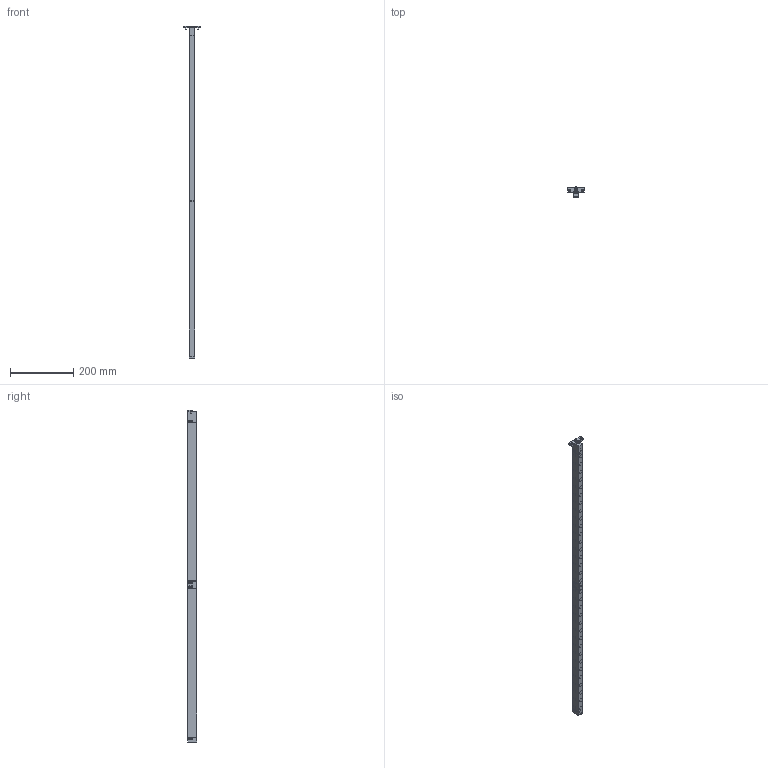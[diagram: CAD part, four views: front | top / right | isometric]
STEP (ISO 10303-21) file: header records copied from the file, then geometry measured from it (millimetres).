
FILE_DESCRIPTION(/* description */ ('DIE LIFTER'),/* implementation_level */ '2;1');
FILE_NAME(/* name */ 'EHB18-33.stp',/* time_stamp */ '2019-11-20T15:09:05+08:00',/* author */ ('yue.yang'),/* organization */ (''),/* preprocessor_version */ 'ST-DEVELOPER v17',/* originating_system */ 'Autodesk Inventor 2019',/* authorisation */ '');
FILE_SCHEMA (('AUTOMOTIVE_DESIGN { 1 0 10303 214 3 1 1 }'));
Length unit declared in the file: millimetre
Products named in the file (2): EHB18-33; EHB18-33_Substitute_1
Assembly tree (1 placements, depth 2):
  EHB18-33
    EHB18-33_Substitute_1
Bounding box: 52 x 31.46 x 1048 mm (x, y, z)
Volume: 433687.3 mm3; surface area: 213556.7 mm2
Topology: 67 solids, 67 shells, 1157 faces, 3609 edges, 2544 vertices
Faces by surface type: plane 418, cylinder 359, cone 178, torus 169, sphere 33
Full cylindrical faces by diameter (mm): 3 x3, 4 x2, 4.3 x2, 5 x51, 5.5 x2, 6.647 x4, 7.5 x1, 8 x3, 8.566 x1, 10 x5, 10.2 x33, 10.5 x1, 12.05 x33, 13.5 x33, 13.55 x33, 15.55 x33, 15.7 x33
Entity records: 47574 total; most frequent: CARTESIAN_POINT 12494, DIRECTION 7575, ORIENTED_EDGE 7008, EDGE_CURVE 3504, AXIS2_PLACEMENT_3D 3328, VERTEX_POINT 2544, CIRCLE 2168, EDGE_LOOP 1470
